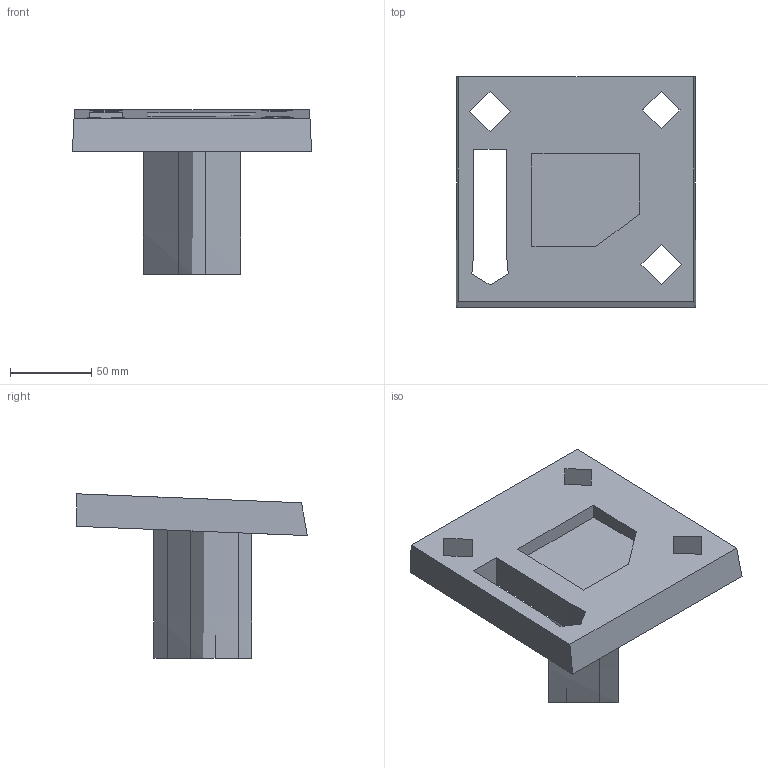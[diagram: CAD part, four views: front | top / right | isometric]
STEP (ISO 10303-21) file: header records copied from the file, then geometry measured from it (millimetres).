
FILE_DESCRIPTION(/* description */ (''),/* implementation_level */ '2;1');
FILE_NAME(/* name */ 'keycap-stem.step',/* time_stamp */ '2024-10-04T22:15:02+02:00',/* author */ (''),/* organization */ (''),/* preprocessor_version */ 'ST-DEVELOPER v20',/* originating_system */ 'Autodesk Translation Framework v13.20.0.188',/* authorisation */ '');
FILE_SCHEMA (('AUTOMOTIVE_DESIGN { 1 0 10303 214 3 1 1 }'));
Length unit declared in the file: millimetre
Products named in the file (1): keycap-stem
Bounding box: 147.07 x 141.72 x 101.06 mm (x, y, z)
Volume: 448439.1 mm3; surface area: 85439.9 mm2
Topology: 1 solids, 1 shells, 34 faces, 89 edges, 60 vertices
Faces by surface type: plane 29, cylinder 4, torus 1
Full cylindrical faces by diameter (mm): 23 x1, 25 x2
Entity records: 1219 total; most frequent: CARTESIAN_POINT 324, ORIENTED_EDGE 178, DIRECTION 164, EDGE_CURVE 89, LINE 76, VECTOR 76, VERTEX_POINT 60, EDGE_LOOP 45
